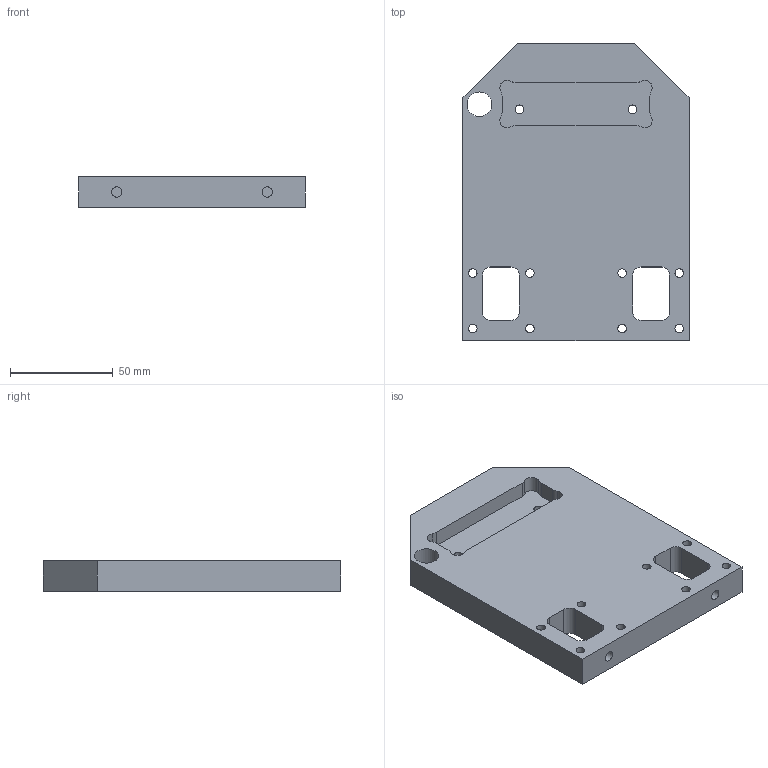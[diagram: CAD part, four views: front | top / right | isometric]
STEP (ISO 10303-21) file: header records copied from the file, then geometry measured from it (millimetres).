
FILE_DESCRIPTION(/* description */ (''),/* implementation_level */ '2;1');
FILE_NAME(/* name */ 'Motor mounting Plate.step',/* time_stamp */ '2022-04-06T07:44:46+02:00',/* author */ (''),/* organization */ (''),/* preprocessor_version */ 'ST-DEVELOPER v18.1',/* originating_system */ 'Autodesk Translation Framework v10.14.0.1471',/* authorisation */ '');
FILE_SCHEMA (('AUTOMOTIVE_DESIGN { 1 0 10303 214 3 1 1 }'));
Length unit declared in the file: millimetre
Products named in the file (1): Motor mounting Plate
Bounding box: 110 x 145 x 15 mm (x, y, z)
Volume: 197818.8 mm3; surface area: 42847.6 mm2
Topology: 1 solids, 1 shells, 64 faces, 168 edges, 112 vertices
Faces by surface type: cylinder 38, plane 26
Full cylindrical faces by diameter (mm): 4.2 x13, 5 x4, 12 x1
Entity records: 2101 total; most frequent: DIRECTION 374, CARTESIAN_POINT 345, ORIENTED_EDGE 336, EDGE_CURVE 168, AXIS2_PLACEMENT_3D 141, VERTEX_POINT 112, EDGE_LOOP 100, LINE 92
